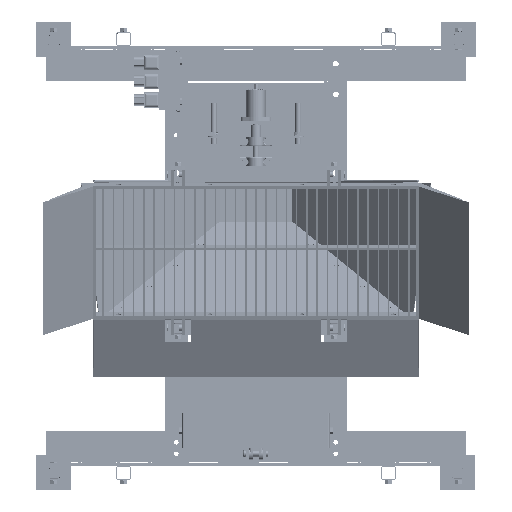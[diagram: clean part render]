
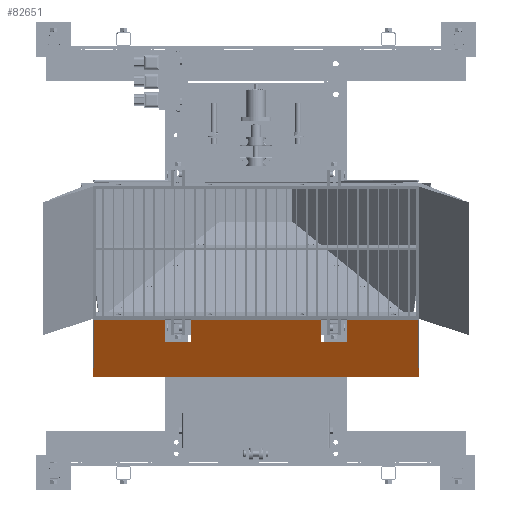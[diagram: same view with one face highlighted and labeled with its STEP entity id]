
A CAD part, top view. The second image highlights one B-rep face of the part: STEP entity #82651.
In plain terms, the highlighted planar face has unit normal (0, -0.481, 0.876).
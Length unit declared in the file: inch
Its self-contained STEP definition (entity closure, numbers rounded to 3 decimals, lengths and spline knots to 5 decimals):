
#29667=VERTEX_POINT('',#135868);
#29668=VERTEX_POINT('',#135869);
#29683=VERTEX_POINT('',#135900);
#29690=VERTEX_POINT('',#135919);
#29692=VERTEX_POINT('',#135923);
#29693=VERTEX_POINT('',#135924);
#29702=VERTEX_POINT('',#135952);
#29706=VERTEX_POINT('',#135961);
#29707=VERTEX_POINT('',#135965);
#29712=VERTEX_POINT('',#135979);
#29713=VERTEX_POINT('',#135981);
#29714=VERTEX_POINT('',#135986);
#36145=VECTOR('',#103465,1.);
#36159=VECTOR('',#103483,1.);
#36164=VECTOR('',#103502,1.);
#36166=VECTOR('',#103509,1.);
#36181=VECTOR('',#103532,1.);
#36182=VECTOR('',#103534,1.);
#36187=VECTOR('',#103540,1.);
#36189=VECTOR('',#103545,1.);
#36191=VECTOR('',#103548,1.);
#36192=VECTOR('',#103549,1.);
#42628=LINE('',#135867,#36145);
#42642=LINE('',#135901,#36159);
#42647=LINE('',#135920,#36164);
#42649=LINE('',#135930,#36166);
#42664=LINE('',#135962,#36181);
#42665=LINE('',#135964,#36182);
#42670=LINE('',#135975,#36187);
#42672=LINE('',#135980,#36189);
#42674=LINE('',#135984,#36191);
#42675=LINE('',#135985,#36192);
#51889=EDGE_CURVE('',#29667,#29668,#42628,.T.);
#51906=EDGE_CURVE('',#29668,#29683,#42642,.T.);
#51917=EDGE_CURVE('',#29690,#29683,#42647,.T.);
#51919=EDGE_CURVE('',#29692,#29693,#42647,.T.);
#51923=EDGE_CURVE('',#29692,#29667,#42649,.T.);
#51942=EDGE_CURVE('',#29702,#29706,#42664,.T.);
#51943=EDGE_CURVE('',#29706,#29707,#42665,.T.);
#51952=EDGE_CURVE('',#29707,#29693,#42670,.T.);
#51955=EDGE_CURVE('',#29712,#29713,#42672,.T.);
#51957=EDGE_CURVE('',#29713,#29690,#42674,.T.);
#51958=EDGE_CURVE('',#29714,#29712,#42675,.T.);
#51959=EDGE_CURVE('',#29702,#29714,#42647,.T.);
#70486=ORIENTED_EDGE('',*,*,#51906,.T.);
#70487=ORIENTED_EDGE('',*,*,#51917,.F.);
#70488=ORIENTED_EDGE('',*,*,#51957,.F.);
#70489=ORIENTED_EDGE('',*,*,#51955,.F.);
#70490=ORIENTED_EDGE('',*,*,#51958,.F.);
#70491=ORIENTED_EDGE('',*,*,#51959,.F.);
#70492=ORIENTED_EDGE('',*,*,#51942,.T.);
#70493=ORIENTED_EDGE('',*,*,#51943,.T.);
#70494=ORIENTED_EDGE('',*,*,#51952,.T.);
#70495=ORIENTED_EDGE('',*,*,#51919,.F.);
#70496=ORIENTED_EDGE('',*,*,#51923,.T.);
#70497=ORIENTED_EDGE('',*,*,#51889,.T.);
#74797=EDGE_LOOP('',(#70486,#70487,#70488,#70489,#70490,#70491,#70492,#70493,
#70494,#70495,#70496,#70497));
#79057=FACE_BOUND('',#74797,.T.);
#82651=ADVANCED_FACE('',(#79057),#138381,.T.);
#88194=AXIS2_PLACEMENT_3D('',#135983,#103547,$);
#103465=DIRECTION('',(-1.,0.,0.));
#103483=DIRECTION('',(0.,0.876,0.481));
#103502=DIRECTION('',(1.,0.,0.));
#103509=DIRECTION('',(0.,-0.876,-0.481));
#103532=DIRECTION('',(0.,-0.876,-0.481));
#103534=DIRECTION('',(-1.,0.,0.));
#103540=DIRECTION('',(0.,0.876,0.481));
#103545=DIRECTION('',(-1.,0.,0.));
#103547=DIRECTION('',(0.,-0.481,0.876));
#103548=DIRECTION('',(0.,0.876,0.481));
#103549=DIRECTION('',(0.,-0.876,-0.481));
#135867=CARTESIAN_POINT('',(-17.00212,-61.28178,163.78114));
#135868=CARTESIAN_POINT('',(-28.28925,-61.28178,163.78114));
#135869=CARTESIAN_POINT('',(-39.71925,-61.28178,163.78114));
#135900=CARTESIAN_POINT('',(-39.71925,-49.85513,170.0577));
#135901=CARTESIAN_POINT('',(-39.71925,-59.32106,164.85815));
#135919=CARTESIAN_POINT('',(-71.12,-49.85513,170.0577));
#135920=CARTESIAN_POINT('',(0.,-49.85513,170.0577));
#135923=CARTESIAN_POINT('',(-28.28925,-49.85513,170.0577));
#135924=CARTESIAN_POINT('',(28.28925,-49.85513,170.0577));
#135930=CARTESIAN_POINT('',(-28.28925,-59.32106,164.85815));
#135952=CARTESIAN_POINT('',(39.71925,-49.85513,170.0577));
#135961=CARTESIAN_POINT('',(39.71925,-61.28178,163.78114));
#135962=CARTESIAN_POINT('',(39.71925,-59.32106,164.85815));
#135964=CARTESIAN_POINT('',(17.00213,-61.28178,163.78114));
#135965=CARTESIAN_POINT('',(28.28925,-61.28178,163.78114));
#135975=CARTESIAN_POINT('',(28.28925,-59.32106,164.85815));
#135979=CARTESIAN_POINT('',(71.12,-76.45343,155.44749));
#135980=CARTESIAN_POINT('',(71.12,-76.45343,155.44749));
#135981=CARTESIAN_POINT('',(-71.12,-76.45343,155.44749));
#135983=CARTESIAN_POINT('',(0.,-63.07366,162.79688));
#135984=CARTESIAN_POINT('',(-71.12,-76.45343,155.44749));
#135985=CARTESIAN_POINT('',(71.12,-49.69388,170.14627));
#135986=CARTESIAN_POINT('',(71.12,-49.85513,170.0577));
#138381=PLANE('',#88194);
